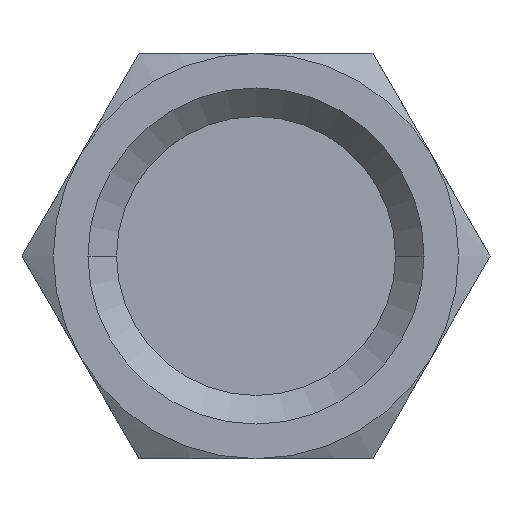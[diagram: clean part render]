
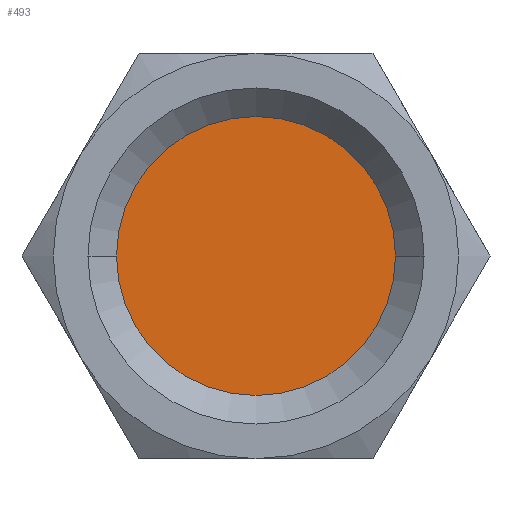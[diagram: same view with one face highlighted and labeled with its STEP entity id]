
A CAD part, front view. The second image highlights one B-rep face of the part: STEP entity #493.
In plain terms, the highlighted planar face has unit normal (0, -1, 0).
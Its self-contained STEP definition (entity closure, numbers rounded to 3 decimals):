
#36=PLANE('',#1031);
#104=FACE_OUTER_BOUND('',#168,.F.);
#168=EDGE_LOOP('',(#331,#332));
#331=ORIENTED_EDGE('',*,*,#739,.F.);
#332=ORIENTED_EDGE('',*,*,#738,.F.);
#493=ADVANCED_FACE('',(#104),#36,.T.);
#685=CIRCLE('',#973,5.85);
#686=CIRCLE('',#974,5.85);
#738=EDGE_CURVE('',#897,#896,#685,.T.);
#739=EDGE_CURVE('',#896,#897,#686,.T.);
#896=VERTEX_POINT('',#1390);
#897=VERTEX_POINT('',#1391);
#973=AXIS2_PLACEMENT_3D('',#1448,#1113,#1114);
#974=AXIS2_PLACEMENT_3D('',#1449,#1115,#1116);
#1031=AXIS2_PLACEMENT_3D('',#1736,#1269,#1270);
#1113=DIRECTION('',(0.,-1.,0.));
#1114=DIRECTION('',(1.,0.,0.));
#1115=DIRECTION('',(0.,-1.,0.));
#1116=DIRECTION('',(-1.,0.,0.));
#1269=DIRECTION('',(0.,-1.,0.));
#1270=DIRECTION('',(0.,0.,-1.));
#1390=CARTESIAN_POINT('',(-5.85,1.706,0.));
#1391=CARTESIAN_POINT('',(5.85,1.706,0.));
#1448=CARTESIAN_POINT('',(0.,1.706,0.));
#1449=CARTESIAN_POINT('',(0.,1.706,0.));
#1736=CARTESIAN_POINT('',(-6.435,1.706,6.392));
